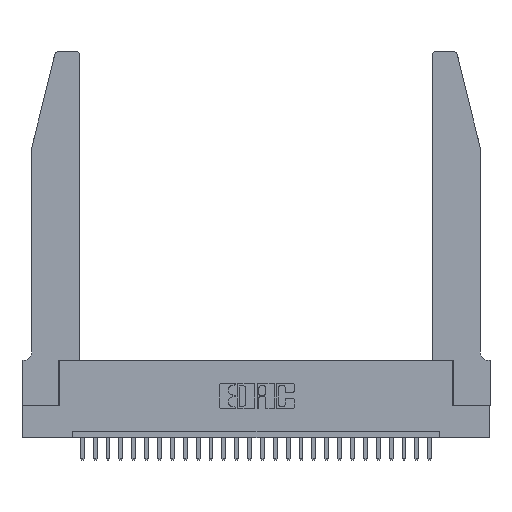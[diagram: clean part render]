
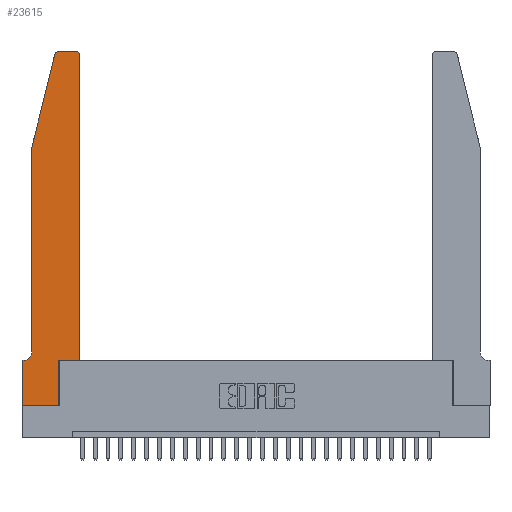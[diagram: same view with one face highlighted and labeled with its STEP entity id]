
A CAD part, top view. The second image highlights one B-rep face of the part: STEP entity #23615.
In plain terms, the highlighted planar face has unit normal (0, 0, 1).
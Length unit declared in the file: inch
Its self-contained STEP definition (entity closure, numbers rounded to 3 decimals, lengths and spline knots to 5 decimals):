
#491 = LINE ( 'NONE', #9277, #11616 ) ;
#687 = DIRECTION ( 'NONE',  ( 0., 0., 1. ) ) ;
#791 = VECTOR ( 'NONE', #24764, 39.37008 ) ;
#842 = VERTEX_POINT ( 'NONE', #4400 ) ;
#1386 = DIRECTION ( 'NONE',  ( 0., 1., 0. ) ) ;
#2010 = ORIENTED_EDGE ( 'NONE', *, *, #2128, .T. ) ;
#2128 = EDGE_CURVE ( 'NONE', #16636, #24506, #22378, .T. ) ;
#2132 = DIRECTION ( 'NONE',  ( 1., 0., 0. ) ) ;
#2235 = ORIENTED_EDGE ( 'NONE', *, *, #7957, .T. ) ;
#2579 = CARTESIAN_POINT ( 'NONE',  ( 0.0755, 2., 0.37 ) ) ;
#2587 = LINE ( 'NONE', #11933, #26475 ) ;
#2680 = ORIENTED_EDGE ( 'NONE', *, *, #22038, .T. ) ;
#2933 = CARTESIAN_POINT ( 'NONE',  ( 0., 0.35, 0.37 ) ) ;
#3147 = CIRCLE ( 'NONE', #12723, 0.03 ) ;
#3448 = VERTEX_POINT ( 'NONE', #17022 ) ;
#4400 = CARTESIAN_POINT ( 'NONE',  ( 0.2865, 0.35, 0.37 ) ) ;
#4546 = EDGE_CURVE ( 'NONE', #27447, #16636, #16308, .T. ) ;
#4599 = EDGE_CURVE ( 'NONE', #6892, #24994, #4854, .T. ) ;
#4618 = FACE_OUTER_BOUND ( 'NONE', #22230, .T. ) ;
#4813 = LINE ( 'NONE', #27077, #791 ) ;
#4854 = LINE ( 'NONE', #9028, #10272 ) ;
#5762 = AXIS2_PLACEMENT_3D ( 'NONE', #27151, #5888, #14476 ) ;
#5871 = LINE ( 'NONE', #23552, #22077 ) ;
#5888 = DIRECTION ( 'NONE',  ( 0., 0., 1. ) ) ;
#6066 = ORIENTED_EDGE ( 'NONE', *, *, #27838, .T. ) ;
#6892 = VERTEX_POINT ( 'NONE', #14782 ) ;
#7933 = CARTESIAN_POINT ( 'NONE',  ( 0.2865, 0., 0.37 ) ) ;
#7944 = LINE ( 'NONE', #14437, #9334 ) ;
#7957 = EDGE_CURVE ( 'NONE', #15193, #842, #22514, .T. ) ;
#8045 = AXIS2_PLACEMENT_3D ( 'NONE', #10410, #11909, #9738 ) ;
#8985 = DIRECTION ( 'NONE',  ( 0., -1., 0. ) ) ;
#9015 = DIRECTION ( 'NONE',  ( 0., 0., 1. ) ) ;
#9028 = CARTESIAN_POINT ( 'NONE',  ( 0.2605, 2.75, 0.37 ) ) ;
#9235 = VERTEX_POINT ( 'NONE', #13744 ) ;
#9277 = CARTESIAN_POINT ( 'NONE',  ( 0., 0., 0.37 ) ) ;
#9299 = EDGE_CURVE ( 'NONE', #9235, #6892, #19731, .T. ) ;
#9334 = VECTOR ( 'NONE', #1386, 39.37008 ) ;
#9466 = DIRECTION ( 'NONE',  ( 0., 1., 0. ) ) ;
#9738 = DIRECTION ( 'NONE',  ( -1., 0., 0. ) ) ;
#9854 = DIRECTION ( 'NONE',  ( 1., 0., 0. ) ) ;
#9940 = ORIENTED_EDGE ( 'NONE', *, *, #12647, .T. ) ;
#10272 = VECTOR ( 'NONE', #13436, 39.37008 ) ;
#10410 = CARTESIAN_POINT ( 'NONE',  ( 0.0055, 0.42, 0.37 ) ) ;
#10856 = VERTEX_POINT ( 'NONE', #15897 ) ;
#11146 = EDGE_CURVE ( 'NONE', #11638, #3448, #2587, .T. ) ;
#11389 = EDGE_CURVE ( 'NONE', #10856, #9235, #7944, .T. ) ;
#11441 = CARTESIAN_POINT ( 'NONE',  ( 0.0055, 0.35, 0.37 ) ) ;
#11616 = VECTOR ( 'NONE', #8985, 39.37008 ) ;
#11638 = VERTEX_POINT ( 'NONE', #11441 ) ;
#11909 = DIRECTION ( 'NONE',  ( 0., 0., -1. ) ) ;
#11933 = CARTESIAN_POINT ( 'NONE',  ( 0.0755, 0.35, 0.37 ) ) ;
#12636 = ORIENTED_EDGE ( 'NONE', *, *, #11146, .T. ) ;
#12647 = EDGE_CURVE ( 'NONE', #3448, #26997, #491, .T. ) ;
#12723 = AXIS2_PLACEMENT_3D ( 'NONE', #25991, #9015, #2132 ) ;
#13436 = DIRECTION ( 'NONE',  ( -1., 0., 0. ) ) ;
#13469 = ORIENTED_EDGE ( 'NONE', *, *, #4546, .T. ) ;
#13744 = CARTESIAN_POINT ( 'NONE',  ( 0.4505, 2.72, 0.37 ) ) ;
#13845 = EDGE_CURVE ( 'NONE', #24994, #27447, #3147, .T. ) ;
#13995 = DIRECTION ( 'NONE',  ( -1., 0., 0. ) ) ;
#14437 = CARTESIAN_POINT ( 'NONE',  ( 0.4505, 0.35, 0.37 ) ) ;
#14476 = DIRECTION ( 'NONE',  ( 1., 0., 0. ) ) ;
#14782 = CARTESIAN_POINT ( 'NONE',  ( 0.4205, 2.75, 0.37 ) ) ;
#15193 = VERTEX_POINT ( 'NONE', #7933 ) ;
#15836 = ORIENTED_EDGE ( 'NONE', *, *, #25457, .T. ) ;
#15843 = AXIS2_PLACEMENT_3D ( 'NONE', #2933, #687, #24382 ) ;
#15897 = CARTESIAN_POINT ( 'NONE',  ( 0.4505, 0.35, 0.37 ) ) ;
#16308 = LINE ( 'NONE', #23623, #24067 ) ;
#16578 = CARTESIAN_POINT ( 'NONE',  ( 0.284, 2.75, 0.37 ) ) ;
#16636 = VERTEX_POINT ( 'NONE', #18557 ) ;
#17022 = CARTESIAN_POINT ( 'NONE',  ( 0., 0.35, 0.37 ) ) ;
#17148 = ORIENTED_EDGE ( 'NONE', *, *, #9299, .T. ) ;
#17216 = DIRECTION ( 'NONE',  ( -0.239, -0.971, 0. ) ) ;
#17737 = DIRECTION ( 'NONE',  ( 0., -1., 0. ) ) ;
#18176 = ORIENTED_EDGE ( 'NONE', *, *, #4599, .T. ) ;
#18557 = CARTESIAN_POINT ( 'NONE',  ( 0.0755, 2., 0.37 ) ) ;
#19126 = VECTOR ( 'NONE', #9466, 39.37008 ) ;
#19269 = CARTESIAN_POINT ( 'NONE',  ( 0.2865, 0.35, 0.37 ) ) ;
#19731 = CIRCLE ( 'NONE', #5762, 0.03 ) ;
#20893 = ORIENTED_EDGE ( 'NONE', *, *, #11389, .T. ) ;
#22038 = EDGE_CURVE ( 'NONE', #24506, #11638, #25249, .T. ) ;
#22077 = VECTOR ( 'NONE', #9854, 39.37008 ) ;
#22230 = EDGE_LOOP ( 'NONE', ( #18176, #23929, #13469, #2010, #2680, #12636, #9940, #15836, #2235, #6066, #20893, #17148 ) ) ;
#22272 = CARTESIAN_POINT ( 'NONE',  ( 0., 0., 0.37 ) ) ;
#22311 = PLANE ( 'NONE',  #15843 ) ;
#22378 = LINE ( 'NONE', #2579, #24715 ) ;
#22514 = LINE ( 'NONE', #19269, #19126 ) ;
#23031 = CARTESIAN_POINT ( 'NONE',  ( 0.0755, 0.42, 0.37 ) ) ;
#23552 = CARTESIAN_POINT ( 'NONE',  ( 0., 0., 0.37 ) ) ;
#23615 = ADVANCED_FACE ( 'NONE', ( #4618 ), #22311, .T. ) ;
#23623 = CARTESIAN_POINT ( 'NONE',  ( 0.0755, 2., 0.37 ) ) ;
#23929 = ORIENTED_EDGE ( 'NONE', *, *, #13845, .T. ) ;
#24067 = VECTOR ( 'NONE', #17216, 39.37008 ) ;
#24382 = DIRECTION ( 'NONE',  ( 1., 0., 0. ) ) ;
#24506 = VERTEX_POINT ( 'NONE', #23031 ) ;
#24715 = VECTOR ( 'NONE', #17737, 39.37008 ) ;
#24764 = DIRECTION ( 'NONE',  ( 1., 0., 0. ) ) ;
#24994 = VERTEX_POINT ( 'NONE', #16578 ) ;
#25249 = CIRCLE ( 'NONE', #8045, 0.07 ) ;
#25457 = EDGE_CURVE ( 'NONE', #26997, #15193, #5871, .T. ) ;
#25991 = CARTESIAN_POINT ( 'NONE',  ( 0.284, 2.72, 0.37 ) ) ;
#26475 = VECTOR ( 'NONE', #13995, 39.37008 ) ;
#26997 = VERTEX_POINT ( 'NONE', #22272 ) ;
#27077 = CARTESIAN_POINT ( 'NONE',  ( 0.4505, 0.35, 0.37 ) ) ;
#27151 = CARTESIAN_POINT ( 'NONE',  ( 0.4205, 2.72, 0.37 ) ) ;
#27447 = VERTEX_POINT ( 'NONE', #27661 ) ;
#27661 = CARTESIAN_POINT ( 'NONE',  ( 0.25487, 2.72718, 0.37 ) ) ;
#27838 = EDGE_CURVE ( 'NONE', #842, #10856, #4813, .T. ) ;
